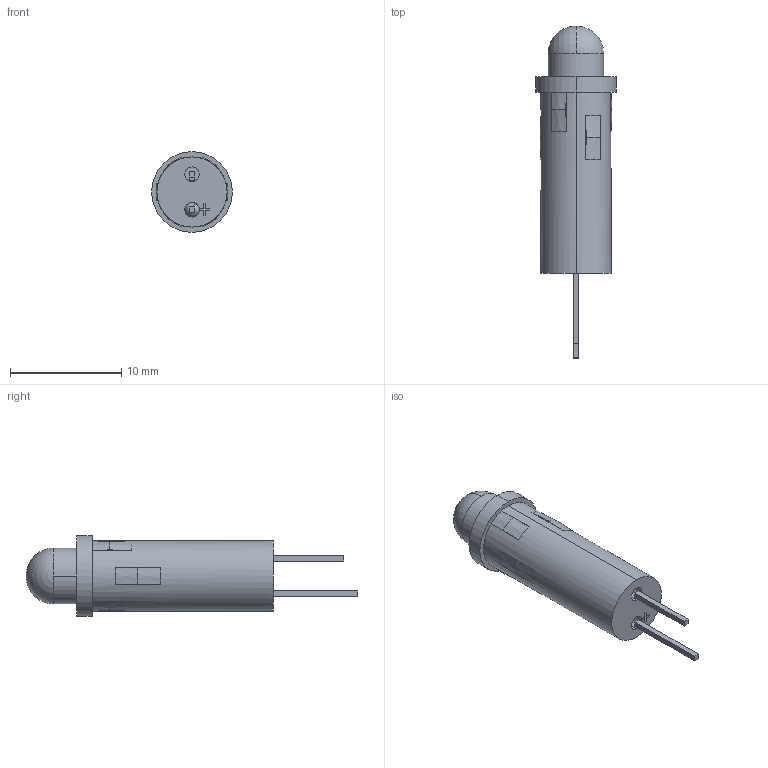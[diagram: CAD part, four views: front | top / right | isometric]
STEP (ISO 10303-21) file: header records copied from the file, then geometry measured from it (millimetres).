
FILE_DESCRIPTION (( 'STEP AP214' ), '1' );
FILE_NAME ('PR405_Series.STEP', '2020-01-08T23:00:22', ( 'user' ), ( 'Microsoft' ), 'SwSTEP 2.0', 'SolidWorks 2018', '' );
FILE_SCHEMA (( 'AUTOMOTIVE_DESIGN' ));
Length unit declared in the file: foot
Products named in the file (5): DF200K-BCG_TRIM FOR ASSY PR405W15-BCG12H; 649-OHM-0.5W-B; Pin^PR405W15-BCG12H; PR405_Series; PR405W 500438-2
Assembly tree (4 placements, depth 2):
  PR405_Series
    PR405W 500438-2
    649-OHM-0.5W-B
    DF200K-BCG_TRIM FOR ASSY PR405W15-BCG12H
    Pin^PR405W15-BCG12H
Bounding box: 7.24 x 29.8 x 7.24 mm (x, y, z)
Volume: 295.6 mm3; surface area: 1097.9 mm2
Topology: 5 solids, 6 shells, 141 faces, 351 edges, 226 vertices
Faces by surface type: plane 86, cylinder 26, cone 17, torus 8, sphere 4
Entity records: 4735 total; most frequent: CARTESIAN_POINT 953, ORIENTED_EDGE 694, DIRECTION 682, EDGE_CURVE 347, AXIS2_PLACEMENT_3D 243, VERTEX_POINT 226, LINE 196, VECTOR 196
